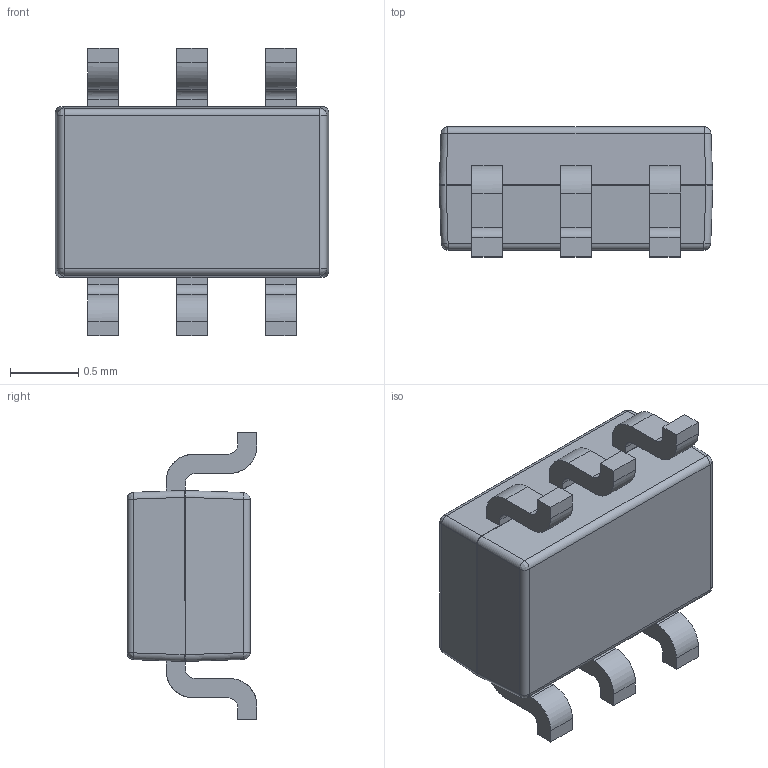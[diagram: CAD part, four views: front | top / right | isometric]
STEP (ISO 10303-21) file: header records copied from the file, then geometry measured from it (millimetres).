
FILE_DESCRIPTION (( 'STEP AP214' ), '1' );
FILE_NAME ('42C3BE5D-1A7A-4829-8A98-732726F42C6E.STEP', '2023-12-01T13:10:35', ( '' ), ( '' ), 'SwSTEP 2.0', 'SolidWorks 2022', '' );
FILE_SCHEMA (( 'AUTOMOTIVE_DESIGN' ));
Length unit declared in the file: millimetre
Products named in the file (1): 42C3BE5D-1A7A-4829-8A98-732726F42C6E
Bounding box: 2 x 0.95 x 2.1 mm (x, y, z)
Volume: 2.4 mm3; surface area: 13.9 mm2
Topology: 1 solids, 1 shells, 130 faces, 346 edges, 212 vertices
Faces by surface type: plane 68, cylinder 47, bspline 15
Entity records: 4847 total; most frequent: CARTESIAN_POINT 1202, ORIENTED_EDGE 678, DIRECTION 580, EDGE_CURVE 339, VECTOR 224, LINE 224, VERTEX_POINT 212, AXIS2_PLACEMENT_3D 178
